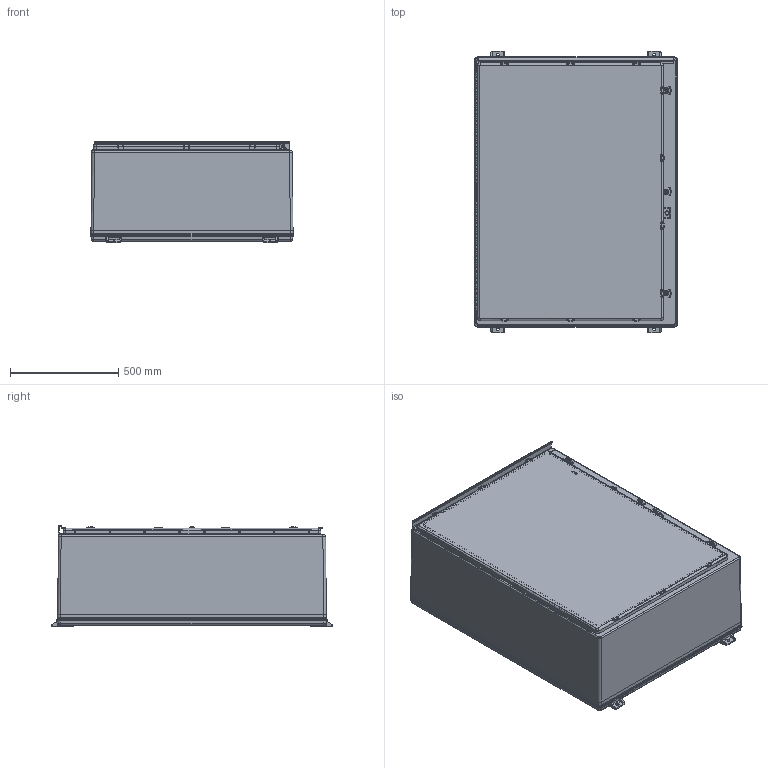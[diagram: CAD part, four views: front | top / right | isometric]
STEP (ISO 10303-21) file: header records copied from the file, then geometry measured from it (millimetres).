
FILE_DESCRIPTION (( 'STEP AP214' ), '1' );
FILE_NAME ('T483616RT.STEP', '2018-11-08T14:57:45', ( '' ), ( '' ), 'SwSTEP 2.0', 'SolidWorks 2018', '' );
FILE_SCHEMA (( 'AUTOMOTIVE_DESIGN' ));
Length unit declared in the file: inch
Products named in the file (1): T483616RT
Bounding box: 941.39 x 1302.54 x 468.73 mm (x, y, z)
Volume: 24205179.7 mm3; surface area: 9296138.3 mm2
Topology: 83 solids, 83 shells, 1938 faces, 4767 edges, 2999 vertices
Faces by surface type: cylinder 797, plane 788, bspline 254, torus 61, cone 38
Full cylindrical faces by diameter (mm): 1.587 x20, 1.588 x6, 1.651 x19, 3.175 x82, 3.302 x89, 3.429 x6, 3.5 x20, 3.556 x26, 3.683 x2, 3.969 x6, 4.762 x6, 5.08 x6, 5.105 x1, 5.11 x1, 6.35 x1, 7.137 x4, 7.544 x19, 8.64 x2, 10.312 x1, 12.954 x2, 12.959 x2, 14.3 x8
Entity records: 99519 total; most frequent: CARTESIAN_POINT 29935, DIRECTION 8579, ORIENTED_EDGE 8472, EDGE_CURVE 4236, AXIS2_PLACEMENT_3D 3239, VERTEX_POINT 2937, EDGE_LOOP 2901, FACE_OUTER_BOUND 2351
